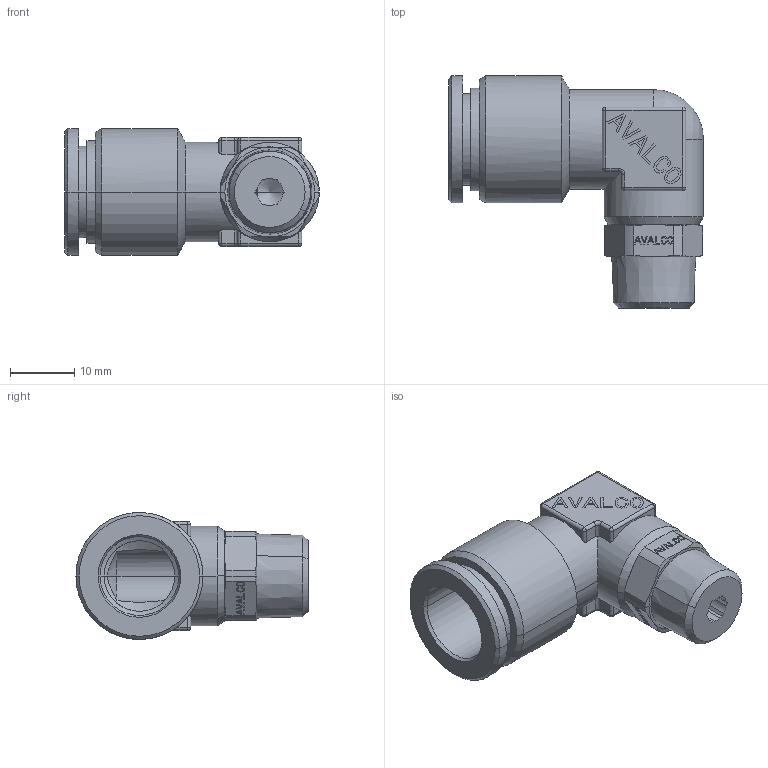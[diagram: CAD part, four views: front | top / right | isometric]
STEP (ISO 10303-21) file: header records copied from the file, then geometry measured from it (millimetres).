
FILE_DESCRIPTION(('CATIA V5 STEP Exchange'),'2;1');
FILE_NAME('PR505B-12R14.stp','2018-04-14T14:54:44+00:00',('none'),('none'),'CATIA Version 5 Release 21 GA (IN-10)','CATIA V5 STEP AP203','none');
FILE_SCHEMA(('CONFIG_CONTROL_DESIGN'));
Length unit declared in the file: millimetre
Products named in the file (1): PR505B-12R14
Bounding box: 39.75 x 36.2 x 19.8 mm (x, y, z)
Volume: 7910.5 mm3; surface area: 5562.6 mm2
Topology: 1 solids, 1 shells, 710 faces, 1897 edges, 1236 vertices
Faces by surface type: plane 600, cylinder 58, cone 38, sphere 12, torus 2
Entity records: 21424 total; most frequent: CARTESIAN_POINT 4307, ORIENTED_EDGE 3786, DIRECTION 3012, EDGE_CURVE 1893, VECTOR 1690, LINE 1690, VERTEX_POINT 1236, EDGE_LOOP 763
